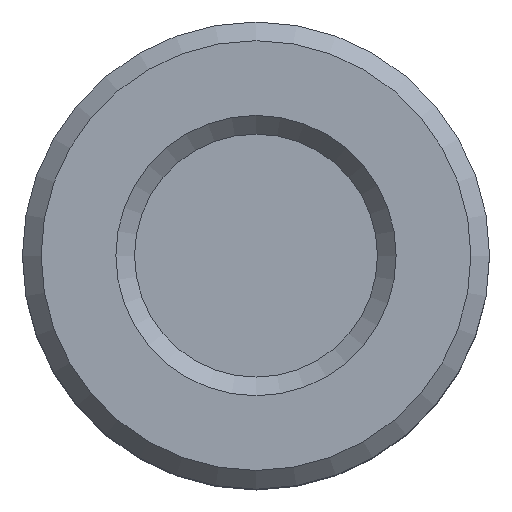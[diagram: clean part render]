
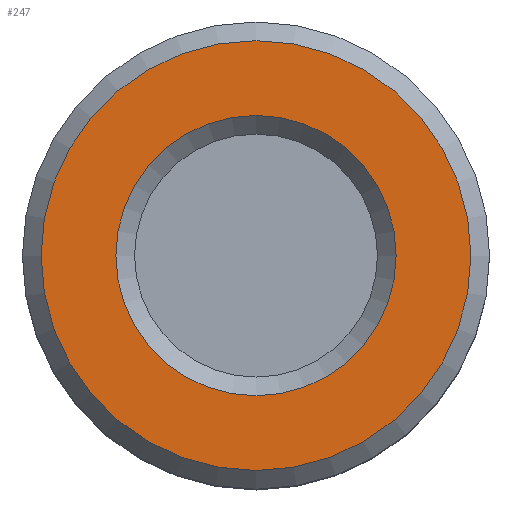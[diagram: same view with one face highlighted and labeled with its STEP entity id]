
A CAD part, top view. The second image highlights one B-rep face of the part: STEP entity #247.
In plain terms, the highlighted planar face has unit normal (0, 0, 1).
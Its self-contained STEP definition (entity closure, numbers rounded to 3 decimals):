
#15=FACE_BOUND('',#73,.T.);
#34=PLANE('',#300);
#51=FACE_OUTER_BOUND('',#72,.T.);
#72=EDGE_LOOP('',(#216));
#73=EDGE_LOOP('',(#217));
#114=CIRCLE('',#299,5.75);
#115=CIRCLE('',#301,3.75);
#134=VERTEX_POINT('',#453);
#135=VERTEX_POINT('',#457);
#162=EDGE_CURVE('',#134,#134,#114,.T.);
#163=EDGE_CURVE('',#135,#135,#115,.T.);
#216=ORIENTED_EDGE('',*,*,#162,.F.);
#217=ORIENTED_EDGE('',*,*,#163,.F.);
#247=ADVANCED_FACE('',(#51,#15),#34,.T.);
#299=AXIS2_PLACEMENT_3D('',#455,#380,#381);
#300=AXIS2_PLACEMENT_3D('',#456,#382,#383);
#301=AXIS2_PLACEMENT_3D('',#458,#384,#385);
#380=DIRECTION('center_axis',(0.,0.,-1.));
#381=DIRECTION('ref_axis',(1.,0.,0.));
#382=DIRECTION('center_axis',(0.,0.,1.));
#383=DIRECTION('ref_axis',(1.,0.,0.));
#384=DIRECTION('center_axis',(0.,0.,1.));
#385=DIRECTION('ref_axis',(1.,0.,0.));
#453=CARTESIAN_POINT('',(-5.75,0.,13.));
#455=CARTESIAN_POINT('Origin',(0.,0.,13.));
#456=CARTESIAN_POINT('Origin',(-6.25,0.,13.));
#457=CARTESIAN_POINT('',(-3.75,0.,13.));
#458=CARTESIAN_POINT('Origin',(0.,0.,13.));
